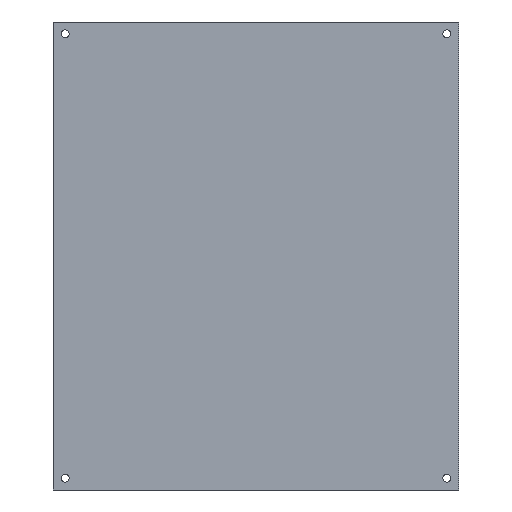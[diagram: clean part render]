
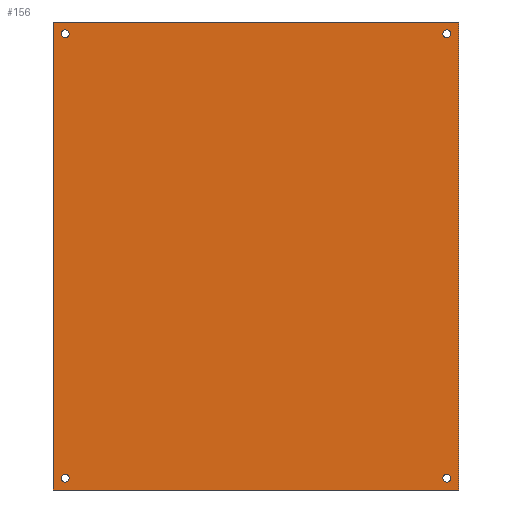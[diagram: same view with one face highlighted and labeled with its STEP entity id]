
A CAD part, front view. The second image highlights one B-rep face of the part: STEP entity #156.
In plain terms, the highlighted planar face has unit normal (0, -1, 0).
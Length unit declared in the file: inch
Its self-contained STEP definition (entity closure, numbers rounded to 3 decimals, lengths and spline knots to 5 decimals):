
#2 = EDGE_CURVE ( 'NONE', #269, #272, #312, .T. ) ;
#7 = EDGE_CURVE ( 'NONE', #264, #282, #319, .T. ) ;
#14 = EDGE_CURVE ( 'NONE', #261, #266, #336, .T. ) ;
#18 = EDGE_CURVE ( 'NONE', #273, #268, #345, .T. ) ;
#22 = EDGE_CURVE ( 'NONE', #265, #280, #350, .T. ) ;
#23 = EDGE_CURVE ( 'NONE', #282, #284, #351, .T. ) ;
#26 = EDGE_CURVE ( 'NONE', #284, #283, #359, .T. ) ;
#27 = EDGE_CURVE ( 'NONE', #272, #269, #354, .T. ) ;
#32 = EDGE_CURVE ( 'NONE', #266, #261, #367, .T. ) ;
#33 = EDGE_CURVE ( 'NONE', #283, #264, #366, .T. ) ;
#36 = EDGE_CURVE ( 'NONE', #268, #273, #229, .T. ) ;
#37 = EDGE_CURVE ( 'NONE', #280, #265, #368, .T. ) ;
#38 = AXIS2_PLACEMENT_3D ( 'NONE', #469, #474, #399 ) ;
#41 = AXIS2_PLACEMENT_3D ( 'NONE', #435, #431, #429 ) ;
#43 = AXIS2_PLACEMENT_3D ( 'NONE', #415, #414, #413 ) ;
#45 = AXIS2_PLACEMENT_3D ( 'NONE', #394, #391, #389 ) ;
#46 = AXIS2_PLACEMENT_3D ( 'NONE', #458, #462, #460 ) ;
#51 = AXIS2_PLACEMENT_3D ( 'NONE', #482, #483, #484 ) ;
#52 = AXIS2_PLACEMENT_3D ( 'NONE', #499, #500, #501 ) ;
#53 = AXIS2_PLACEMENT_3D ( 'NONE', #492, #384, #385 ) ;
#61 = CARTESIAN_POINT ( 'NONE',  ( -6.5, -0.25, -7.5 ) ) ;
#68 = CARTESIAN_POINT ( 'NONE',  ( 6.5, -0.25, -7.5 ) ) ;
#72 = CARTESIAN_POINT ( 'NONE',  ( -6.115, -0.25, 7. ) ) ;
#74 = CARTESIAN_POINT ( 'NONE',  ( 6.115, -0.25, -7. ) ) ;
#76 = CARTESIAN_POINT ( 'NONE',  ( -6.115, -0.25, -7.25 ) ) ;
#78 = CARTESIAN_POINT ( 'NONE',  ( 6.115, -0.25, -7.25 ) ) ;
#79 = CARTESIAN_POINT ( 'NONE',  ( -6.5, -0.25, 7.5 ) ) ;
#80 = CARTESIAN_POINT ( 'NONE',  ( 6.115, -0.25, 7.25 ) ) ;
#94 = CARTESIAN_POINT ( 'NONE',  ( 6.5, -0.25, 7.5 ) ) ;
#96 = CARTESIAN_POINT ( 'NONE',  ( -6.115, -0.25, 7.25 ) ) ;
#102 = CARTESIAN_POINT ( 'NONE',  ( -6.115, -0.25, -7. ) ) ;
#107 = CARTESIAN_POINT ( 'NONE',  ( 6.115, -0.25, 7. ) ) ;
#129 = AXIS2_PLACEMENT_3D ( 'NONE', #434, #406, #441 ) ;
#156 = ADVANCED_FACE ( 'NONE', ( #381, #331, #372, #323, #379 ), #461, .F. ) ;
#191 = ORIENTED_EDGE ( 'NONE', *, *, #23, .F. ) ;
#192 = ORIENTED_EDGE ( 'NONE', *, *, #26, .F. ) ;
#193 = ORIENTED_EDGE ( 'NONE', *, *, #33, .F. ) ;
#219 = ORIENTED_EDGE ( 'NONE', *, *, #22, .T. ) ;
#221 = ORIENTED_EDGE ( 'NONE', *, *, #37, .T. ) ;
#223 = ORIENTED_EDGE ( 'NONE', *, *, #18, .T. ) ;
#229 = CIRCLE ( 'NONE', #52, 0.125 ) ;
#233 = ORIENTED_EDGE ( 'NONE', *, *, #36, .T. ) ;
#234 = ORIENTED_EDGE ( 'NONE', *, *, #32, .T. ) ;
#235 = ORIENTED_EDGE ( 'NONE', *, *, #7, .F. ) ;
#236 = ORIENTED_EDGE ( 'NONE', *, *, #14, .T. ) ;
#237 = ORIENTED_EDGE ( 'NONE', *, *, #27, .T. ) ;
#238 = ORIENTED_EDGE ( 'NONE', *, *, #2, .T. ) ;
#239 = EDGE_LOOP ( 'NONE', ( #235, #193, #192, #191 ) ) ;
#245 = EDGE_LOOP ( 'NONE', ( #221, #219 ) ) ;
#249 = EDGE_LOOP ( 'NONE', ( #237, #238 ) ) ;
#250 = EDGE_LOOP ( 'NONE', ( #233, #223 ) ) ;
#254 = EDGE_LOOP ( 'NONE', ( #234, #236 ) ) ;
#261 = VERTEX_POINT ( 'NONE', #78 ) ;
#264 = VERTEX_POINT ( 'NONE', #79 ) ;
#265 = VERTEX_POINT ( 'NONE', #72 ) ;
#266 = VERTEX_POINT ( 'NONE', #74 ) ;
#268 = VERTEX_POINT ( 'NONE', #80 ) ;
#269 = VERTEX_POINT ( 'NONE', #76 ) ;
#272 = VERTEX_POINT ( 'NONE', #102 ) ;
#273 = VERTEX_POINT ( 'NONE', #107 ) ;
#280 = VERTEX_POINT ( 'NONE', #96 ) ;
#282 = VERTEX_POINT ( 'NONE', #94 ) ;
#283 = VERTEX_POINT ( 'NONE', #61 ) ;
#284 = VERTEX_POINT ( 'NONE', #68 ) ;
#312 = CIRCLE ( 'NONE', #38, 0.125 ) ;
#319 = LINE ( 'NONE', #397, #322 ) ;
#322 = VECTOR ( 'NONE', #490, 39.37008 ) ;
#323 = FACE_BOUND ( 'NONE', #249, .T. ) ;
#331 = FACE_BOUND ( 'NONE', #250, .T. ) ;
#336 = CIRCLE ( 'NONE', #41, 0.125 ) ;
#345 = CIRCLE ( 'NONE', #43, 0.125 ) ;
#350 = CIRCLE ( 'NONE', #45, 0.125 ) ;
#351 = LINE ( 'NONE', #395, #352 ) ;
#352 = VECTOR ( 'NONE', #410, 39.37008 ) ;
#354 = CIRCLE ( 'NONE', #46, 0.125 ) ;
#359 = LINE ( 'NONE', #451, #361 ) ;
#361 = VECTOR ( 'NONE', #452, 39.37008 ) ;
#366 = LINE ( 'NONE', #476, #369 ) ;
#367 = CIRCLE ( 'NONE', #51, 0.125 ) ;
#368 = CIRCLE ( 'NONE', #53, 0.125 ) ;
#369 = VECTOR ( 'NONE', #477, 39.37008 ) ;
#372 = FACE_BOUND ( 'NONE', #254, .T. ) ;
#379 = FACE_OUTER_BOUND ( 'NONE', #239, .T. ) ;
#381 = FACE_BOUND ( 'NONE', #245, .T. ) ;
#384 = DIRECTION ( 'NONE',  ( 0., 1., 0. ) ) ;
#385 = DIRECTION ( 'NONE',  ( 0., 0., 1. ) ) ;
#389 = DIRECTION ( 'NONE',  ( 0., 0., 1. ) ) ;
#391 = DIRECTION ( 'NONE',  ( 0., 1., 0. ) ) ;
#394 = CARTESIAN_POINT ( 'NONE',  ( -6.115, -0.25, 7.125 ) ) ;
#395 = CARTESIAN_POINT ( 'NONE',  ( 6.5, -0.25, -7.5 ) ) ;
#397 = CARTESIAN_POINT ( 'NONE',  ( 6.5, -0.25, 7.5 ) ) ;
#399 = DIRECTION ( 'NONE',  ( 0., 0., 1. ) ) ;
#406 = DIRECTION ( 'NONE',  ( 0., 1., 0. ) ) ;
#410 = DIRECTION ( 'NONE',  ( 0., 0., -1. ) ) ;
#413 = DIRECTION ( 'NONE',  ( 0., 0., 1. ) ) ;
#414 = DIRECTION ( 'NONE',  ( 0., 1., 0. ) ) ;
#415 = CARTESIAN_POINT ( 'NONE',  ( 6.115, -0.25, 7.125 ) ) ;
#429 = DIRECTION ( 'NONE',  ( 0., 0., 1. ) ) ;
#431 = DIRECTION ( 'NONE',  ( 0., 1., 0. ) ) ;
#434 = CARTESIAN_POINT ( 'NONE',  ( -6.5, -0.25, 7.5 ) ) ;
#435 = CARTESIAN_POINT ( 'NONE',  ( 6.115, -0.25, -7.125 ) ) ;
#441 = DIRECTION ( 'NONE',  ( 0., 0., 1. ) ) ;
#451 = CARTESIAN_POINT ( 'NONE',  ( 6.5, -0.25, -7.5 ) ) ;
#452 = DIRECTION ( 'NONE',  ( -1., 0., 0. ) ) ;
#458 = CARTESIAN_POINT ( 'NONE',  ( -6.115, -0.25, -7.125 ) ) ;
#460 = DIRECTION ( 'NONE',  ( 0., 0., 1. ) ) ;
#461 = PLANE ( 'NONE',  #129 ) ;
#462 = DIRECTION ( 'NONE',  ( 0., 1., 0. ) ) ;
#469 = CARTESIAN_POINT ( 'NONE',  ( -6.115, -0.25, -7.125 ) ) ;
#474 = DIRECTION ( 'NONE',  ( 0., 1., 0. ) ) ;
#476 = CARTESIAN_POINT ( 'NONE',  ( -6.5, -0.25, -7.5 ) ) ;
#477 = DIRECTION ( 'NONE',  ( 0., 0., 1. ) ) ;
#482 = CARTESIAN_POINT ( 'NONE',  ( 6.115, -0.25, -7.125 ) ) ;
#483 = DIRECTION ( 'NONE',  ( 0., 1., 0. ) ) ;
#484 = DIRECTION ( 'NONE',  ( 0., 0., 1. ) ) ;
#490 = DIRECTION ( 'NONE',  ( 1., 0., 0. ) ) ;
#492 = CARTESIAN_POINT ( 'NONE',  ( -6.115, -0.25, 7.125 ) ) ;
#499 = CARTESIAN_POINT ( 'NONE',  ( 6.115, -0.25, 7.125 ) ) ;
#500 = DIRECTION ( 'NONE',  ( 0., 1., 0. ) ) ;
#501 = DIRECTION ( 'NONE',  ( 0., 0., 1. ) ) ;
